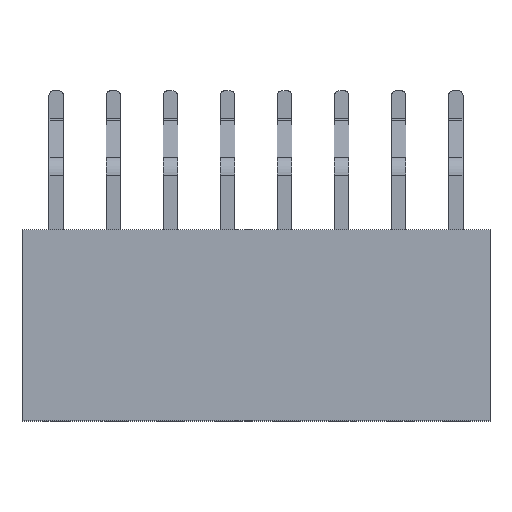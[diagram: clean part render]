
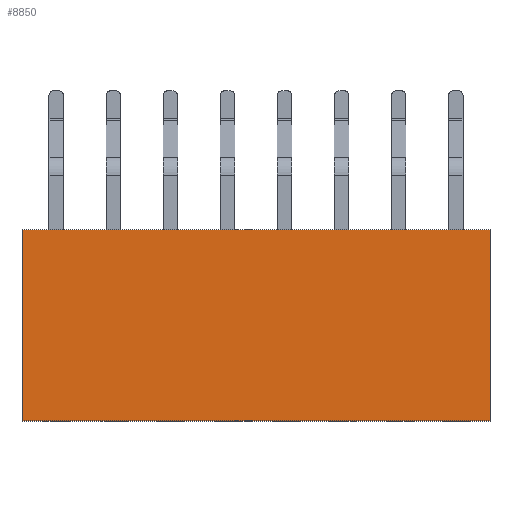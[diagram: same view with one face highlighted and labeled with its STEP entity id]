
A CAD part, top view. The second image highlights one B-rep face of the part: STEP entity #8850.
In plain terms, the highlighted planar face has unit normal (0, 0, 1).
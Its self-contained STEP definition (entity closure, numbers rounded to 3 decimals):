
#528=ORIENTED_EDGE('',*,*,#3108,.F.);
#529=ORIENTED_EDGE('',*,*,#3007,.F.);
#530=ORIENTED_EDGE('',*,*,#3109,.T.);
#531=ORIENTED_EDGE('',*,*,#3098,.T.);
#3007=EDGE_CURVE('',#4297,#4295,#5111,.T.);
#3098=EDGE_CURVE('',#4389,#4388,#5202,.T.);
#3108=EDGE_CURVE('',#4295,#4388,#5212,.T.);
#3109=EDGE_CURVE('',#4297,#4389,#5213,.T.);
#4295=VERTEX_POINT('',#13256);
#4297=VERTEX_POINT('',#13260);
#4388=VERTEX_POINT('',#13457);
#4389=VERTEX_POINT('',#13459);
#5111=LINE('',#13261,#6335);
#5202=LINE('',#13458,#6426);
#5212=LINE('',#13480,#6436);
#5213=LINE('',#13481,#6437);
#6335=VECTOR('',#10661,1000.);
#6426=VECTOR('',#10782,1000.);
#6436=VECTOR('',#10798,1000.);
#6437=VECTOR('',#10799,1000.);
#7376=EDGE_LOOP('',(#528,#529,#530,#531));
#7902=FACE_BOUND('',#7376,.T.);
#8396=PLANE('',#9867);
#8850=ADVANCED_FACE('',(#7902),#8396,.T.);
#9867=AXIS2_PLACEMENT_3D('',#13479,#10796,#10797);
#10661=DIRECTION('',(-1.,0.,0.));
#10782=DIRECTION('',(-1.,0.,0.));
#10796=DIRECTION('',(0.,0.,1.));
#10797=DIRECTION('',(0.,-1.,0.));
#10798=DIRECTION('',(0.,1.,0.));
#10799=DIRECTION('',(0.,1.,0.));
#13256=CARTESIAN_POINT('',(-10.41,-4.25,2.5));
#13260=CARTESIAN_POINT('',(10.41,-4.25,2.5));
#13261=CARTESIAN_POINT('',(10.41,-4.25,2.5));
#13457=CARTESIAN_POINT('',(-10.41,4.25,2.5));
#13458=CARTESIAN_POINT('',(10.41,4.25,2.5));
#13459=CARTESIAN_POINT('',(10.41,4.25,2.5));
#13479=CARTESIAN_POINT('',(10.41,-4.25,2.5));
#13480=CARTESIAN_POINT('',(-10.41,-4.25,2.5));
#13481=CARTESIAN_POINT('',(10.41,-4.25,2.5));
